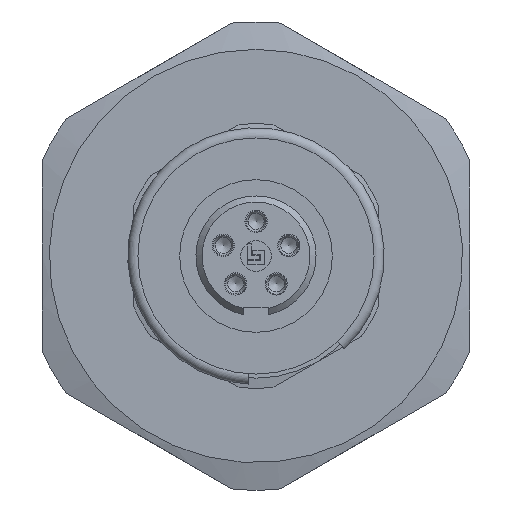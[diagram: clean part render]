
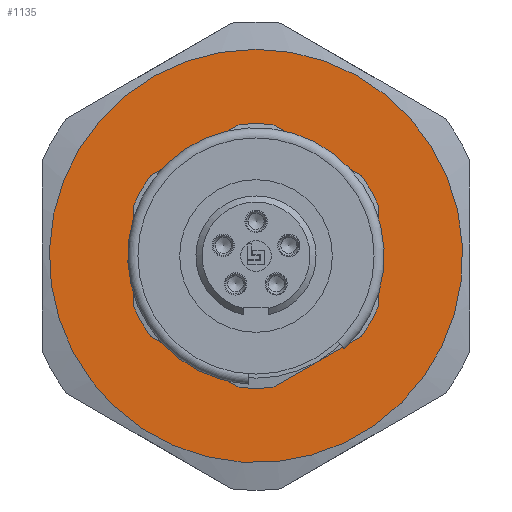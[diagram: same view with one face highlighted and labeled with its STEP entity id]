
A CAD part, left-side view. The second image highlights one B-rep face of the part: STEP entity #1135.
In plain terms, the highlighted planar face has unit normal (-1, 0, 0).
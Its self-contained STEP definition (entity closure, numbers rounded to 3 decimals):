
#778=PLANE('',#4050);
#1135=ADVANCED_FACE('',(#1332,#1333),#778,.T.);
#1332=FACE_BOUND('',#1592,.T.);
#1333=FACE_BOUND('',#1593,.T.);
#1592=EDGE_LOOP('',(#2327));
#1593=EDGE_LOOP('',(#2328));
#2327=ORIENTED_EDGE('',*,*,#3376,.T.);
#2328=ORIENTED_EDGE('',*,*,#3395,.F.);
#2947=VERTEX_POINT('',#6204);
#2956=VERTEX_POINT('',#6263);
#3376=EDGE_CURVE('',#2947,#2947,#3694,.T.);
#3395=EDGE_CURVE('',#2956,#2956,#3699,.T.);
#3694=CIRCLE('',#4038,10.15);
#3699=CIRCLE('',#4048,5.);
#4038=AXIS2_PLACEMENT_3D('',#6203,#4844,#4845);
#4048=AXIS2_PLACEMENT_3D('',#6262,#4872,#4873);
#4050=AXIS2_PLACEMENT_3D('',#6265,#4876,#4877);
#4844=DIRECTION('',(-1.,0.,0.));
#4845=DIRECTION('',(0.,0.,1.));
#4872=DIRECTION('',(-1.,0.,0.));
#4873=DIRECTION('',(0.,0.,1.));
#4876=DIRECTION('',(-1.,0.,0.));
#4877=DIRECTION('',(0.,0.,1.));
#6203=CARTESIAN_POINT('',(6.3,0.,0.));
#6204=CARTESIAN_POINT('',(6.3,0.,10.15));
#6262=CARTESIAN_POINT('',(6.3,0.,0.));
#6263=CARTESIAN_POINT('',(6.3,0.,5.));
#6265=CARTESIAN_POINT('',(6.3,0.,0.));
